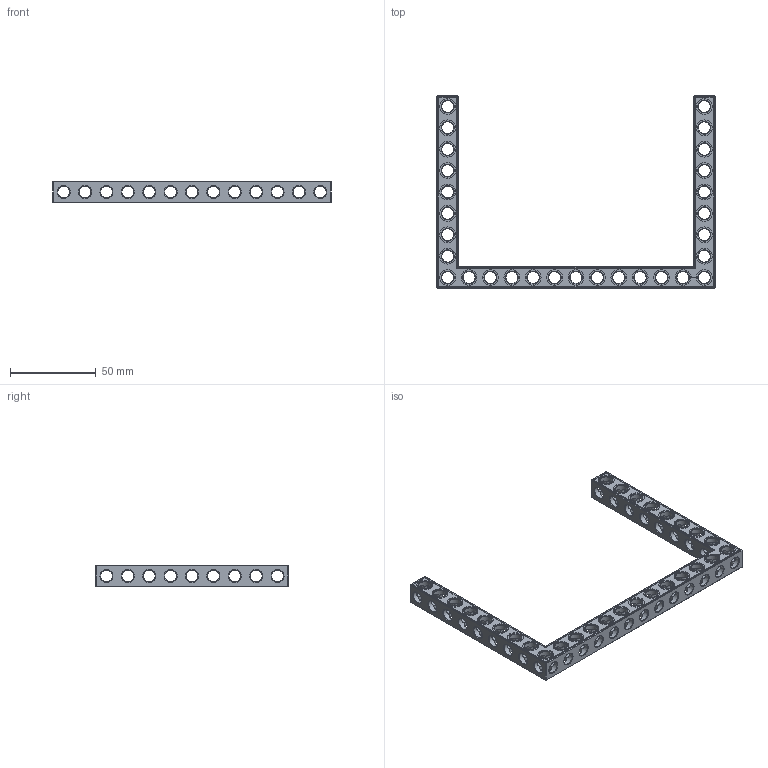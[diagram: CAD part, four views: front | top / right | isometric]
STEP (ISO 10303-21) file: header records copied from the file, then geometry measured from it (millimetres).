
FILE_DESCRIPTION(('FreeCAD Model'),'2;1');
FILE_NAME('Open CASCADE Shape Model','2022-02-26T17:58:49',('Author'),( ''),'Open CASCADE STEP processor 7.5','FreeCAD','Unknown');
FILE_SCHEMA(('AUTOMOTIVE_DESIGN { 1 0 10303 214 1 1 1 1 }'));
Products named in the file (1): Beam AGD ESS USH SYM BU13x09x01 - SPN-BEM-0506 (stemfie.org)
Bounding box: 162.5 x 112.5 x 12.5 mm (x, y, z)
Volume: 28332.8 mm3; surface area: 25352.8 mm2
Topology: 1 solids, 1 shells, 870 faces, 2618 edges, 1697 vertices
Faces by surface type: plane 395, extrusion 182, cylinder 175, cone 118
Full cylindrical faces by diameter (mm): 6.98 x20, 7 x126, 9.2 x29
Entity records: 150386 total; most frequent: CARTESIAN_POINT 101521, DIRECTION 7858, ORIENTED_EDGE 5236, PCURVE 5236, DEFINITIONAL_REPRESENTATION 5236, VECTOR 5071, LINE 4889, EDGE_CURVE 2618
